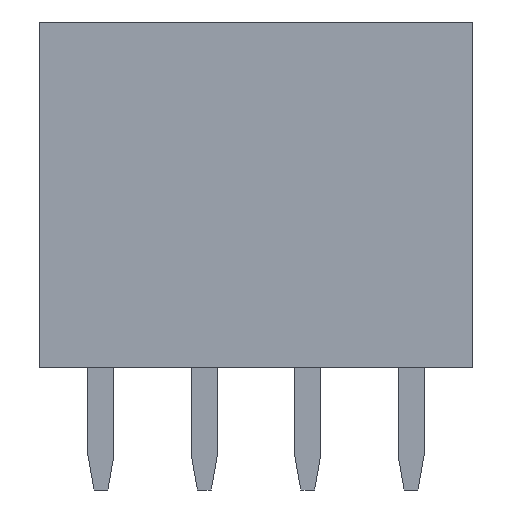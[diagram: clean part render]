
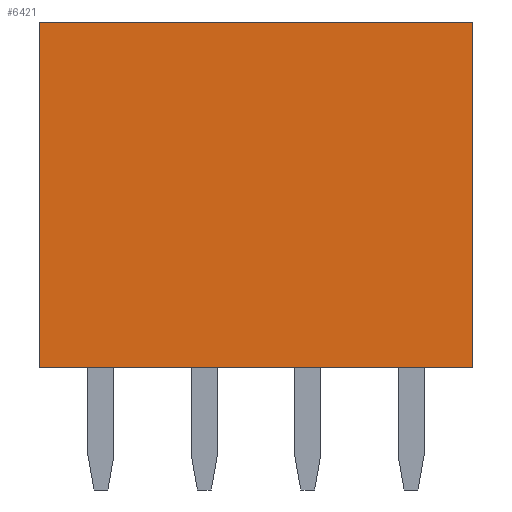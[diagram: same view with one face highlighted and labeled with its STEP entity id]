
A CAD part, front view. The second image highlights one B-rep face of the part: STEP entity #6421.
In plain terms, the highlighted planar face has unit normal (0, -1, 0).
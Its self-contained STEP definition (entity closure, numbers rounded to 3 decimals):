
#456=FACE_OUTER_BOUND('',#819,.T.);
#819=EDGE_LOOP('',(#4750,#4751,#4752,#4753));
#1347=LINE('',#9352,#2062);
#1415=LINE('',#9487,#2130);
#1428=LINE('',#9512,#2143);
#1431=LINE('',#9518,#2146);
#2062=VECTOR('',#7560,1.);
#2130=VECTOR('',#7678,1.);
#2143=VECTOR('',#7693,1.);
#2146=VECTOR('',#7698,1.);
#2823=VERTEX_POINT('',#9349);
#2824=VERTEX_POINT('',#9351);
#2865=VERTEX_POINT('',#9483);
#2866=VERTEX_POINT('',#9485);
#3497=EDGE_CURVE('',#2824,#2823,#1347,.T.);
#3565=EDGE_CURVE('',#2866,#2865,#1415,.T.);
#3578=EDGE_CURVE('',#2865,#2823,#1428,.T.);
#3581=EDGE_CURVE('',#2866,#2824,#1431,.T.);
#4750=ORIENTED_EDGE('',*,*,#3497,.T.);
#4751=ORIENTED_EDGE('',*,*,#3578,.F.);
#4752=ORIENTED_EDGE('',*,*,#3565,.F.);
#4753=ORIENTED_EDGE('',*,*,#3581,.T.);
#6040=PLANE('',#6855);
#6421=ADVANCED_FACE('',(#456),#6040,.F.);
#6855=AXIS2_PLACEMENT_3D('',#9522,#7701,#7702);
#7560=DIRECTION('',(1.,0.,0.));
#7678=DIRECTION('',(1.,0.,0.));
#7693=DIRECTION('',(0.,0.,-1.));
#7698=DIRECTION('',(0.,0.,-1.));
#7701=DIRECTION('center_axis',(0.,1.,0.));
#7702=DIRECTION('ref_axis',(0.,0.,1.));
#9349=CARTESIAN_POINT('',(5.33,-1.25,0.));
#9351=CARTESIAN_POINT('',(-5.33,-1.25,0.));
#9352=CARTESIAN_POINT('',(-5.33,-1.25,0.));
#9483=CARTESIAN_POINT('',(5.33,-1.25,8.5));
#9485=CARTESIAN_POINT('',(-5.33,-1.25,8.5));
#9487=CARTESIAN_POINT('',(-5.33,-1.25,8.5));
#9512=CARTESIAN_POINT('',(5.33,-1.25,8.5));
#9518=CARTESIAN_POINT('',(-5.33,-1.25,8.5));
#9522=CARTESIAN_POINT('Origin',(-5.33,-1.25,8.5));
